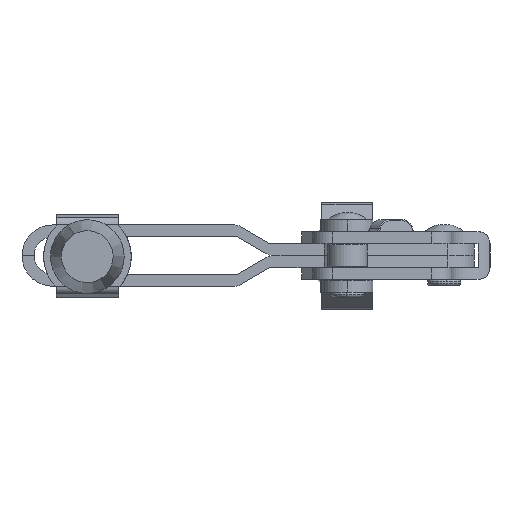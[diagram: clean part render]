
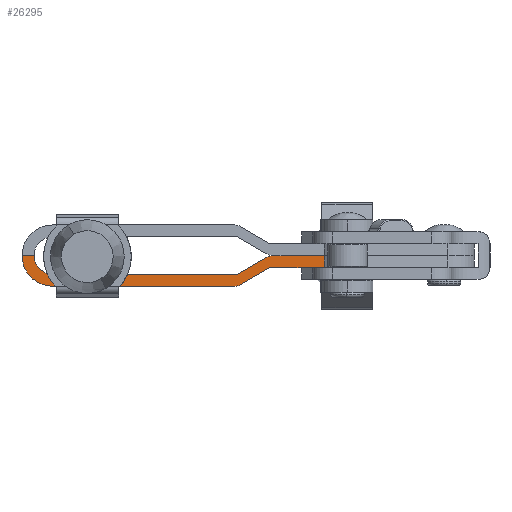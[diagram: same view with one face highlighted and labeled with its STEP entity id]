
A CAD part, front view. The second image highlights one B-rep face of the part: STEP entity #26295.
In plain terms, the highlighted face is planar.
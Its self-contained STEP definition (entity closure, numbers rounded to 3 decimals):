
#337 = CARTESIAN_POINT ( 'NONE',  ( -59.409, 7.7, 4.5 ) ) ;
#343 = VECTOR ( 'NONE', #19591, 1000. ) ;
#777 = EDGE_LOOP ( 'NONE', ( #36689, #1796, #2139, #12868, #31740, #4611, #14882, #1438, #29103, #14481, #20809, #32798 ) ) ;
#939 = VECTOR ( 'NONE', #30062, 1000. ) ;
#957 = CARTESIAN_POINT ( 'NONE',  ( -58.706, 10.287, 4.5 ) ) ;
#1438 = ORIENTED_EDGE ( 'NONE', *, *, #22414, .T. ) ;
#1796 = ORIENTED_EDGE ( 'NONE', *, *, #26497, .T. ) ;
#2139 = ORIENTED_EDGE ( 'NONE', *, *, #7332, .T. ) ;
#2417 = VERTEX_POINT ( 'NONE', #10138 ) ;
#3516 = VECTOR ( 'NONE', #35137, 1000. ) ;
#3682 = VERTEX_POINT ( 'NONE', #11236 ) ;
#4095 = EDGE_CURVE ( 'NONE', #4249, #18760, #6678, .T. ) ;
#4249 = VERTEX_POINT ( 'NONE', #29088 ) ;
#4470 = VECTOR ( 'NONE', #17276, 1000. ) ;
#4611 = ORIENTED_EDGE ( 'NONE', *, *, #4095, .T. ) ;
#5241 = CARTESIAN_POINT ( 'NONE',  ( -105.91, 10.7, 4.5 ) ) ;
#5441 = DIRECTION ( 'NONE',  ( 0., 1., 0. ) ) ;
#5789 = CARTESIAN_POINT ( 'NONE',  ( -105.91, 3., 4.5 ) ) ;
#5805 = AXIS2_PLACEMENT_3D ( 'NONE', #17082, #36915, #19961 ) ;
#6172 = CARTESIAN_POINT ( 'NONE',  ( -59.409, 7.7, 4.5 ) ) ;
#6678 = CIRCLE ( 'NONE', #5805, 4.7 ) ;
#7245 = VERTEX_POINT ( 'NONE', #5241 ) ;
#7332 = EDGE_CURVE ( 'NONE', #8973, #7676, #12356, .T. ) ;
#7676 = VERTEX_POINT ( 'NONE', #35410 ) ;
#7709 = DIRECTION ( 'NONE',  ( -1., 0., 0. ) ) ;
#8656 = DIRECTION ( 'NONE',  ( 1., 0., 0. ) ) ;
#8763 = CIRCLE ( 'NONE', #31600, 3. ) ;
#8778 = VERTEX_POINT ( 'NONE', #6172 ) ;
#8928 = EDGE_CURVE ( 'NONE', #18497, #19828, #8763, .T. ) ;
#8973 = VERTEX_POINT ( 'NONE', #35851 ) ;
#9218 = LINE ( 'NONE', #29441, #24365 ) ;
#9243 = CARTESIAN_POINT ( 'NONE',  ( -50.594, 6., 4.5 ) ) ;
#10138 = CARTESIAN_POINT ( 'NONE',  ( -113.61, 3., 4.5 ) ) ;
#11236 = CARTESIAN_POINT ( 'NONE',  ( -37.701, 3., 4.5 ) ) ;
#11942 = CARTESIAN_POINT ( 'NONE',  ( -110.61, 3., 4.5 ) ) ;
#12124 = DIRECTION ( 'NONE',  ( 1., 0., 0. ) ) ;
#12356 = CIRCLE ( 'NONE', #34434, 3. ) ;
#12450 = DIRECTION ( 'NONE',  ( -1., 0., 0. ) ) ;
#12868 = ORIENTED_EDGE ( 'NONE', *, *, #34111, .T. ) ;
#13079 = AXIS2_PLACEMENT_3D ( 'NONE', #5789, #25690, #8656 ) ;
#13148 = CARTESIAN_POINT ( 'NONE',  ( -60.225, 7.7, 4.5 ) ) ;
#13453 = DIRECTION ( 'NONE',  ( 1., 0., 0. ) ) ;
#14481 = ORIENTED_EDGE ( 'NONE', *, *, #8928, .T. ) ;
#14882 = ORIENTED_EDGE ( 'NONE', *, *, #16858, .T. ) ;
#14929 = VERTEX_POINT ( 'NONE', #15751 ) ;
#15664 = VECTOR ( 'NONE', #28864, 1000. ) ;
#15751 = CARTESIAN_POINT ( 'NONE',  ( -51.41, 6., 4.5 ) ) ;
#16037 = DIRECTION ( 'NONE',  ( 1., 0., 0. ) ) ;
#16734 = CARTESIAN_POINT ( 'NONE',  ( -110.61, 3., 4.5 ) ) ;
#16858 = EDGE_CURVE ( 'NONE', #18760, #2417, #36415, .T. ) ;
#17082 = CARTESIAN_POINT ( 'NONE',  ( -105.91, 3., 4.5 ) ) ;
#17276 = DIRECTION ( 'NONE',  ( 0.862, -0.507, 0. ) ) ;
#18497 = VERTEX_POINT ( 'NONE', #30707 ) ;
#18760 = VERTEX_POINT ( 'NONE', #11942 ) ;
#19139 = VECTOR ( 'NONE', #7709, 1000. ) ;
#19591 = DIRECTION ( 'NONE',  ( -1., 0., 0. ) ) ;
#19672 = CIRCLE ( 'NONE', #13079, 7.7 ) ;
#19828 = VERTEX_POINT ( 'NONE', #957 ) ;
#19961 = DIRECTION ( 'NONE',  ( 1., 0., 0. ) ) ;
#20809 = ORIENTED_EDGE ( 'NONE', *, *, #22423, .T. ) ;
#21462 = LINE ( 'NONE', #337, #15664 ) ;
#22211 = CARTESIAN_POINT ( 'NONE',  ( -37.701, 6., 4.5 ) ) ;
#22414 = EDGE_CURVE ( 'NONE', #2417, #7245, #19672, .T. ) ;
#22423 = EDGE_CURVE ( 'NONE', #19828, #14929, #27200, .T. ) ;
#24365 = VECTOR ( 'NONE', #12450, 1000. ) ;
#24786 = CARTESIAN_POINT ( 'NONE',  ( -59.409, 7.7, 4.5 ) ) ;
#24903 = LINE ( 'NONE', #24786, #19139 ) ;
#25050 = AXIS2_PLACEMENT_3D ( 'NONE', #27598, #30433, #13453 ) ;
#25366 = CARTESIAN_POINT ( 'NONE',  ( -37.701, -19., 4.5 ) ) ;
#25690 = DIRECTION ( 'NONE',  ( 0., 0., -1. ) ) ;
#26245 = LINE ( 'NONE', #32293, #3516 ) ;
#26295 = ADVANCED_FACE ( 'NONE', ( #28800 ), #27485, .F. ) ;
#26497 = EDGE_CURVE ( 'NONE', #3682, #8973, #9218, .T. ) ;
#27200 = LINE ( 'NONE', #34248, #4470 ) ;
#27237 = CARTESIAN_POINT ( 'NONE',  ( -60.225, 10.7, 4.5 ) ) ;
#27485 = PLANE ( 'NONE',  #25050 ) ;
#27598 = CARTESIAN_POINT ( 'NONE',  ( -113.61, -19., 4.5 ) ) ;
#28201 = EDGE_CURVE ( 'NONE', #3682, #35473, #29655, .T. ) ;
#28800 = FACE_OUTER_BOUND ( 'NONE', #777, .T. ) ;
#28864 = DIRECTION ( 'NONE',  ( -0.862, 0.507, 0. ) ) ;
#29088 = CARTESIAN_POINT ( 'NONE',  ( -105.91, 7.7, 4.5 ) ) ;
#29103 = ORIENTED_EDGE ( 'NONE', *, *, #32763, .T. ) ;
#29126 = DIRECTION ( 'NONE',  ( 0., 0., -1. ) ) ;
#29441 = CARTESIAN_POINT ( 'NONE',  ( 0., 3., 4.5 ) ) ;
#29655 = LINE ( 'NONE', #25366, #36305 ) ;
#30062 = DIRECTION ( 'NONE',  ( 1., 0., 0. ) ) ;
#30433 = DIRECTION ( 'NONE',  ( 0., 0., 1. ) ) ;
#30707 = CARTESIAN_POINT ( 'NONE',  ( -60.225, 10.7, 4.5 ) ) ;
#31212 = LINE ( 'NONE', #27237, #939 ) ;
#31600 = AXIS2_PLACEMENT_3D ( 'NONE', #13148, #32997, #16037 ) ;
#31740 = ORIENTED_EDGE ( 'NONE', *, *, #35422, .T. ) ;
#32293 = CARTESIAN_POINT ( 'NONE',  ( 0., 6., 4.5 ) ) ;
#32763 = EDGE_CURVE ( 'NONE', #7245, #18497, #31212, .T. ) ;
#32798 = ORIENTED_EDGE ( 'NONE', *, *, #34931, .T. ) ;
#32997 = DIRECTION ( 'NONE',  ( 0., 0., -1. ) ) ;
#34111 = EDGE_CURVE ( 'NONE', #7676, #8778, #21462, .T. ) ;
#34248 = CARTESIAN_POINT ( 'NONE',  ( -58.706, 10.287, 4.5 ) ) ;
#34434 = AXIS2_PLACEMENT_3D ( 'NONE', #9243, #29126, #12124 ) ;
#34931 = EDGE_CURVE ( 'NONE', #14929, #35473, #26245, .T. ) ;
#35137 = DIRECTION ( 'NONE',  ( 1., 0., 0. ) ) ;
#35410 = CARTESIAN_POINT ( 'NONE',  ( -52.114, 3.413, 4.5 ) ) ;
#35422 = EDGE_CURVE ( 'NONE', #8778, #4249, #24903, .T. ) ;
#35473 = VERTEX_POINT ( 'NONE', #22211 ) ;
#35851 = CARTESIAN_POINT ( 'NONE',  ( -50.594, 3., 4.5 ) ) ;
#36305 = VECTOR ( 'NONE', #5441, 1000. ) ;
#36415 = LINE ( 'NONE', #16734, #343 ) ;
#36689 = ORIENTED_EDGE ( 'NONE', *, *, #28201, .F. ) ;
#36915 = DIRECTION ( 'NONE',  ( 0., 0., 1. ) ) ;
